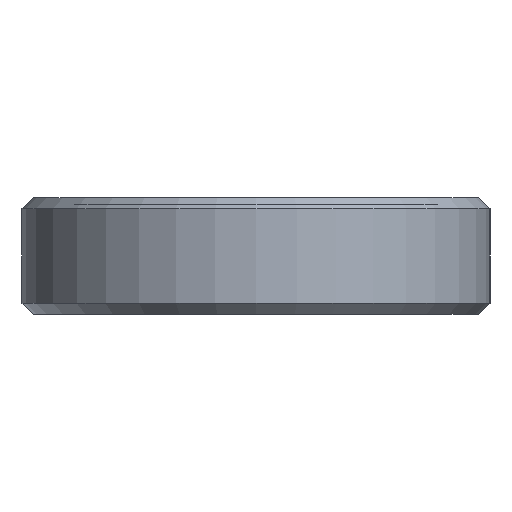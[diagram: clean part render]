
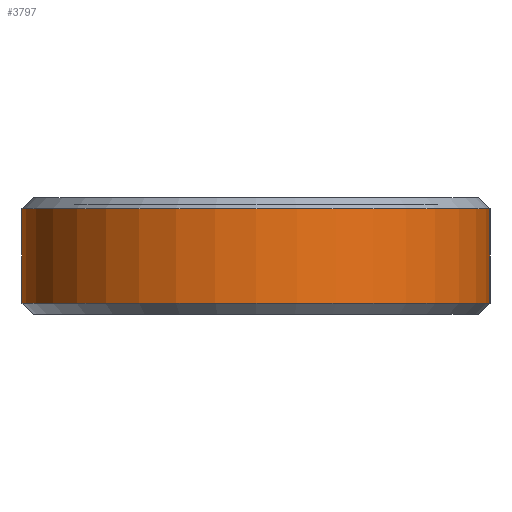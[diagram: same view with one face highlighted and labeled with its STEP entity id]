
A CAD part, left-side view. The second image highlights one B-rep face of the part: STEP entity #3797.
In plain terms, the highlighted cylindrical face has radius 6.25 mm (diameter 12.5 mm), a partial arc.
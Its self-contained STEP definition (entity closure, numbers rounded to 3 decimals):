
#45 = CONICAL_SURFACE('',#46,6.25,0.785);
#46 = AXIS2_PLACEMENT_3D('',#47,#48,#49);
#47 = CARTESIAN_POINT('',(0.,0.,0.3));
#48 = DIRECTION('',(0.,0.,1.));
#49 = DIRECTION('',(0.,1.,0.));
#1384 = VERTEX_POINT('',#1385);
#1385 = CARTESIAN_POINT('',(0.,6.25,0.3));
#1408 = VERTEX_POINT('',#1409);
#1409 = CARTESIAN_POINT('',(0.,-6.25,0.3));
#1430 = EDGE_CURVE('',#1384,#1408,#1431,.T.);
#1431 = SURFACE_CURVE('',#1432,(#1437,#1444),.PCURVE_S1.);
#1432 = CIRCLE('',#1433,6.25);
#1433 = AXIS2_PLACEMENT_3D('',#1434,#1435,#1436);
#1434 = CARTESIAN_POINT('',(0.,0.,0.3));
#1435 = DIRECTION('',(0.,0.,1.));
#1436 = DIRECTION('',(0.,1.,0.));
#1437 = PCURVE('',#45,#1438);
#1438 = DEFINITIONAL_REPRESENTATION('',(#1439),#1443);
#1439 = LINE('',#1440,#1441);
#1440 = CARTESIAN_POINT('',(0.,0.));
#1441 = VECTOR('',#1442,1.);
#1442 = DIRECTION('',(1.,0.));
#1443 = ( GEOMETRIC_REPRESENTATION_CONTEXT(2) 
PARAMETRIC_REPRESENTATION_CONTEXT() REPRESENTATION_CONTEXT('2D SPACE',''
  ) );
#1444 = PCURVE('',#1445,#1450);
#1445 = CYLINDRICAL_SURFACE('',#1446,6.25);
#1446 = AXIS2_PLACEMENT_3D('',#1447,#1448,#1449);
#1447 = CARTESIAN_POINT('',(0.,0.,0.));
#1448 = DIRECTION('',(-0.,-0.,-1.));
#1449 = DIRECTION('',(1.,0.,0.));
#1450 = DEFINITIONAL_REPRESENTATION('',(#1451),#1455);
#1451 = LINE('',#1452,#1453);
#1452 = CARTESIAN_POINT('',(-1.571,-0.3));
#1453 = VECTOR('',#1454,1.);
#1454 = DIRECTION('',(-1.,0.));
#1455 = ( GEOMETRIC_REPRESENTATION_CONTEXT(2) 
PARAMETRIC_REPRESENTATION_CONTEXT() REPRESENTATION_CONTEXT('2D SPACE',''
  ) );
#1499 = PLANE('',#1500);
#1500 = AXIS2_PLACEMENT_3D('',#1501,#1502,#1503);
#1501 = CARTESIAN_POINT('',(0.,6.25,0.));
#1502 = DIRECTION('',(0.,1.,0.));
#1503 = DIRECTION('',(1.,0.,0.));
#1553 = PLANE('',#1554);
#1554 = AXIS2_PLACEMENT_3D('',#1555,#1556,#1557);
#1555 = CARTESIAN_POINT('',(0.,-6.25,0.));
#1556 = DIRECTION('',(0.,1.,0.));
#1557 = DIRECTION('',(1.,0.,0.));
#3797 = ADVANCED_FACE('',(#3798),#1445,.T.);
#3798 = FACE_BOUND('',#3799,.F.);
#3799 = EDGE_LOOP('',(#3800,#3823,#3852,#3873));
#3800 = ORIENTED_EDGE('',*,*,#3801,.T.);
#3801 = EDGE_CURVE('',#1384,#3802,#3804,.T.);
#3802 = VERTEX_POINT('',#3803);
#3803 = CARTESIAN_POINT('',(0.,6.25,2.825));
#3804 = SURFACE_CURVE('',#3805,(#3809,#3816),.PCURVE_S1.);
#3805 = LINE('',#3806,#3807);
#3806 = CARTESIAN_POINT('',(0.,6.25,0.));
#3807 = VECTOR('',#3808,1.);
#3808 = DIRECTION('',(0.,0.,1.));
#3809 = PCURVE('',#1445,#3810);
#3810 = DEFINITIONAL_REPRESENTATION('',(#3811),#3815);
#3811 = LINE('',#3812,#3813);
#3812 = CARTESIAN_POINT('',(-1.571,0.));
#3813 = VECTOR('',#3814,1.);
#3814 = DIRECTION('',(-0.,-1.));
#3815 = ( GEOMETRIC_REPRESENTATION_CONTEXT(2) 
PARAMETRIC_REPRESENTATION_CONTEXT() REPRESENTATION_CONTEXT('2D SPACE',''
  ) );
#3816 = PCURVE('',#1499,#3817);
#3817 = DEFINITIONAL_REPRESENTATION('',(#3818),#3822);
#3818 = LINE('',#3819,#3820);
#3819 = CARTESIAN_POINT('',(0.,0.));
#3820 = VECTOR('',#3821,1.);
#3821 = DIRECTION('',(0.,-1.));
#3822 = ( GEOMETRIC_REPRESENTATION_CONTEXT(2) 
PARAMETRIC_REPRESENTATION_CONTEXT() REPRESENTATION_CONTEXT('2D SPACE',''
  ) );
#3823 = ORIENTED_EDGE('',*,*,#3824,.T.);
#3824 = EDGE_CURVE('',#3802,#3825,#3827,.T.);
#3825 = VERTEX_POINT('',#3826);
#3826 = CARTESIAN_POINT('',(0.,-6.25,2.825));
#3827 = SURFACE_CURVE('',#3828,(#3833,#3840),.PCURVE_S1.);
#3828 = CIRCLE('',#3829,6.25);
#3829 = AXIS2_PLACEMENT_3D('',#3830,#3831,#3832);
#3830 = CARTESIAN_POINT('',(0.,0.,2.825));
#3831 = DIRECTION('',(0.,0.,1.));
#3832 = DIRECTION('',(0.,1.,0.));
#3833 = PCURVE('',#1445,#3834);
#3834 = DEFINITIONAL_REPRESENTATION('',(#3835),#3839);
#3835 = LINE('',#3836,#3837);
#3836 = CARTESIAN_POINT('',(-1.571,-2.825));
#3837 = VECTOR('',#3838,1.);
#3838 = DIRECTION('',(-1.,0.));
#3839 = ( GEOMETRIC_REPRESENTATION_CONTEXT(2) 
PARAMETRIC_REPRESENTATION_CONTEXT() REPRESENTATION_CONTEXT('2D SPACE',''
  ) );
#3840 = PCURVE('',#3841,#3846);
#3841 = CONICAL_SURFACE('',#3842,6.25,0.785);
#3842 = AXIS2_PLACEMENT_3D('',#3843,#3844,#3845);
#3843 = CARTESIAN_POINT('',(0.,0.,2.825));
#3844 = DIRECTION('',(-0.,-0.,-1.));
#3845 = DIRECTION('',(0.,1.,0.));
#3846 = DEFINITIONAL_REPRESENTATION('',(#3847),#3851);
#3847 = LINE('',#3848,#3849);
#3848 = CARTESIAN_POINT('',(-0.,-0.));
#3849 = VECTOR('',#3850,1.);
#3850 = DIRECTION('',(-1.,-0.));
#3851 = ( GEOMETRIC_REPRESENTATION_CONTEXT(2) 
PARAMETRIC_REPRESENTATION_CONTEXT() REPRESENTATION_CONTEXT('2D SPACE',''
  ) );
#3852 = ORIENTED_EDGE('',*,*,#3853,.F.);
#3853 = EDGE_CURVE('',#1408,#3825,#3854,.T.);
#3854 = SURFACE_CURVE('',#3855,(#3859,#3866),.PCURVE_S1.);
#3855 = LINE('',#3856,#3857);
#3856 = CARTESIAN_POINT('',(0.,-6.25,0.));
#3857 = VECTOR('',#3858,1.);
#3858 = DIRECTION('',(0.,0.,1.));
#3859 = PCURVE('',#1445,#3860);
#3860 = DEFINITIONAL_REPRESENTATION('',(#3861),#3865);
#3861 = LINE('',#3862,#3863);
#3862 = CARTESIAN_POINT('',(-4.712,0.));
#3863 = VECTOR('',#3864,1.);
#3864 = DIRECTION('',(-0.,-1.));
#3865 = ( GEOMETRIC_REPRESENTATION_CONTEXT(2) 
PARAMETRIC_REPRESENTATION_CONTEXT() REPRESENTATION_CONTEXT('2D SPACE',''
  ) );
#3866 = PCURVE('',#1553,#3867);
#3867 = DEFINITIONAL_REPRESENTATION('',(#3868),#3872);
#3868 = LINE('',#3869,#3870);
#3869 = CARTESIAN_POINT('',(0.,0.));
#3870 = VECTOR('',#3871,1.);
#3871 = DIRECTION('',(0.,-1.));
#3872 = ( GEOMETRIC_REPRESENTATION_CONTEXT(2) 
PARAMETRIC_REPRESENTATION_CONTEXT() REPRESENTATION_CONTEXT('2D SPACE',''
  ) );
#3873 = ORIENTED_EDGE('',*,*,#1430,.F.);
